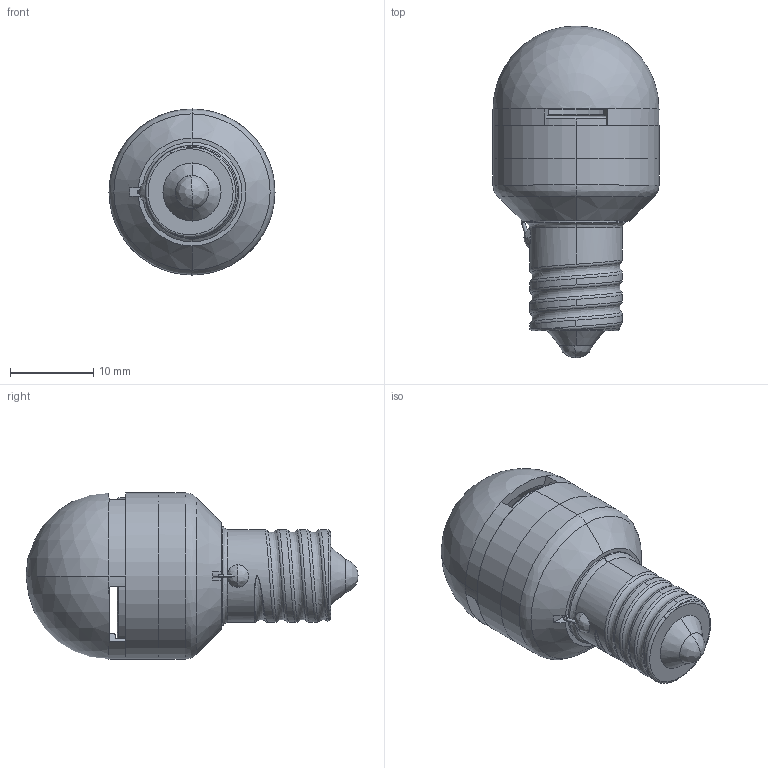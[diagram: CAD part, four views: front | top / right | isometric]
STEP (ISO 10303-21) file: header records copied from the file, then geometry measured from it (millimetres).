
FILE_DESCRIPTION (( 'STEP AP214' ), '1' );
FILE_NAME ('0-160044HP.STEP', '2018-11-27T04:38:44', ( '' ), ( '' ), 'SwSTEP 2.0', 'SolidWorks 2019', '' );
FILE_SCHEMA (( 'AUTOMOTIVE_DESIGN' ));
Length unit declared in the file: millimetre
Products named in the file (1): 0-160044HP
Bounding box: 20 x 40 x 20 mm (x, y, z)
Volume: 5702.9 mm3; surface area: 5047.3 mm2
Topology: 26 solids, 26 shells, 570 faces, 1453 edges, 949 vertices
Faces by surface type: plane 385, cylinder 134, bspline 37, cone 6, torus 4, sphere 4
Entity records: 28986 total; most frequent: CARTESIAN_POINT 8698, ORIENTED_EDGE 2886, DIRECTION 2757, EDGE_CURVE 1443, LINE 1055, VECTOR 1055, VERTEX_POINT 945, AXIS2_PLACEMENT_3D 851
